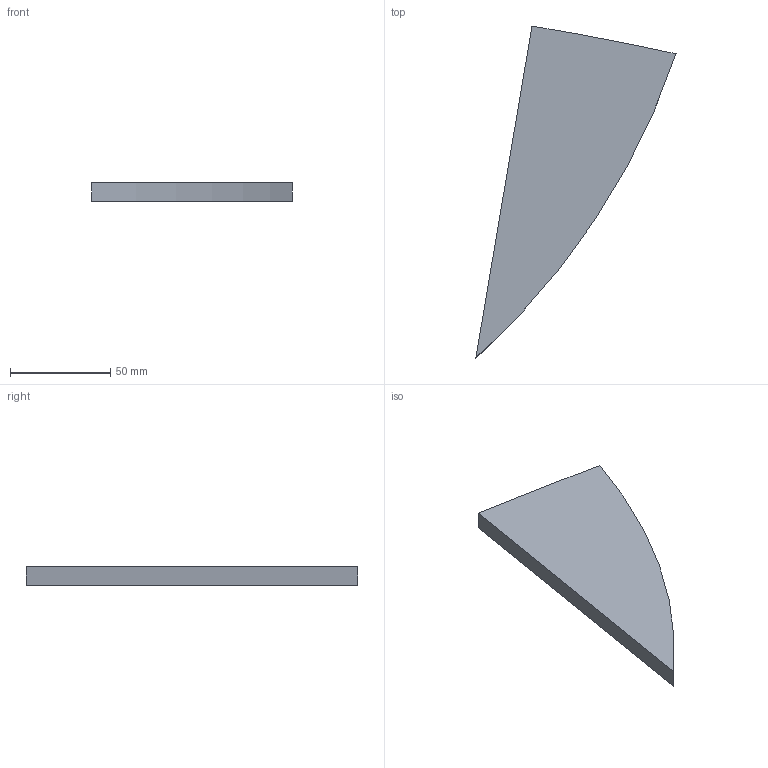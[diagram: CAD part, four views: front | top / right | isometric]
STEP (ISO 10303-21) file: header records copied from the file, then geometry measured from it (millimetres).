
FILE_DESCRIPTION((''),'2;1');
FILE_NAME('6080-137 FieldCageTermination Plate-7.stp','2008-02-21T14:53:53',('mds'),(''),'Autodesk Inventor 11','Autodesk Inventor 11','');
FILE_SCHEMA(('AUTOMOTIVE_DESIGN { 1 0 10303 214 1 1 1 1 }'));
Length unit declared in the file: millimetre
Products named in the file (1): 6080-137 FieldCageTermination Plate-7
Bounding box: 99.69 x 165.32 x 9 mm (x, y, z)
Volume: 67807 mm3; surface area: 19231.1 mm2
Topology: 1 solids, 1 shells, 11 faces, 24 edges, 15 vertices
Faces by surface type: cylinder 5, cone 3, plane 3
Full cylindrical faces by diameter (mm): 4.134 x3
Entity records: 270 total; most frequent: DIRECTION 49, CARTESIAN_POINT 39, ORIENTED_EDGE 30, AXIS2_PLACEMENT_3D 22, EDGE_LOOP 17, EDGE_CURVE 15, VERTEX_POINT 12, FACE_OUTER_BOUND 11
